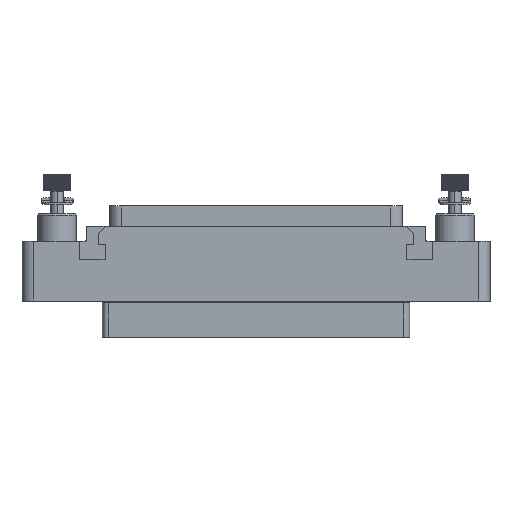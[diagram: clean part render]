
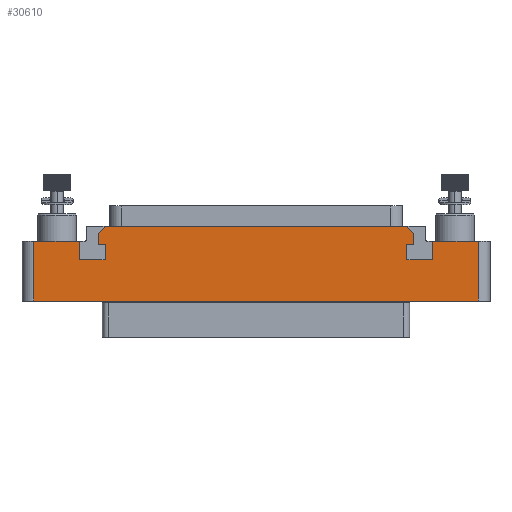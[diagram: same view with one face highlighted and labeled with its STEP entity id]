
A CAD part, top view. The second image highlights one B-rep face of the part: STEP entity #30610.
In plain terms, the highlighted planar face has unit normal (0, 0, 1).
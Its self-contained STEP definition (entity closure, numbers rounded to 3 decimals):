
#956=DIRECTION('',(0.,-1.,0.));
#957=VECTOR('',#956,10.25);
#958=CARTESIAN_POINT('',(-38.,10.25,7.));
#959=LINE('',#958,#957);
#974=DIRECTION('',(-1.,0.,0.));
#975=VECTOR('',#974,76.);
#976=CARTESIAN_POINT('',(38.,0.,7.));
#977=LINE('',#976,#975);
#978=DIRECTION('',(1.,0.,0.));
#979=VECTOR('',#978,7.8);
#980=CARTESIAN_POINT('',(-38.,10.25,7.));
#981=LINE('',#980,#979);
#982=DIRECTION('',(0.,-1.,0.));
#983=VECTOR('',#982,3.2);
#984=CARTESIAN_POINT('',(-30.2,10.25,7.));
#985=LINE('',#984,#983);
#986=DIRECTION('',(1.,0.,0.));
#987=VECTOR('',#986,4.4);
#988=CARTESIAN_POINT('',(-30.2,7.05,7.));
#989=LINE('',#988,#987);
#990=DIRECTION('',(0.,1.,0.));
#991=VECTOR('',#990,2.6);
#992=CARTESIAN_POINT('',(-25.8,7.05,7.));
#993=LINE('',#992,#991);
#994=DIRECTION('',(-1.,0.,0.));
#995=VECTOR('',#994,1.2);
#996=CARTESIAN_POINT('',(-25.8,9.65,7.));
#997=LINE('',#996,#995);
#998=DIRECTION('',(0.,-1.,0.));
#999=VECTOR('',#998,1.9);
#1000=CARTESIAN_POINT('',(-27.,11.55,7.));
#1001=LINE('',#1000,#999);
#1002=DIRECTION('',(1.,0.,0.));
#1003=VECTOR('',#1002,51.6);
#1004=CARTESIAN_POINT('',(-25.8,12.75,7.));
#1005=LINE('',#1004,#1003);
#1006=DIRECTION('',(0.,-1.,0.));
#1007=VECTOR('',#1006,1.9);
#1008=CARTESIAN_POINT('',(27.,11.55,7.));
#1009=LINE('',#1008,#1007);
#1010=DIRECTION('',(-1.,0.,0.));
#1011=VECTOR('',#1010,1.2);
#1012=CARTESIAN_POINT('',(27.,9.65,7.));
#1013=LINE('',#1012,#1011);
#1014=DIRECTION('',(0.,-1.,0.));
#1015=VECTOR('',#1014,2.6);
#1016=CARTESIAN_POINT('',(25.8,9.65,7.));
#1017=LINE('',#1016,#1015);
#1018=DIRECTION('',(1.,0.,0.));
#1019=VECTOR('',#1018,4.4);
#1020=CARTESIAN_POINT('',(25.8,7.05,7.));
#1021=LINE('',#1020,#1019);
#1022=DIRECTION('',(0.,1.,0.));
#1023=VECTOR('',#1022,3.2);
#1024=CARTESIAN_POINT('',(30.2,7.05,7.));
#1025=LINE('',#1024,#1023);
#1026=DIRECTION('',(1.,0.,0.));
#1027=VECTOR('',#1026,7.8);
#1028=CARTESIAN_POINT('',(30.2,10.25,7.));
#1029=LINE('',#1028,#1027);
#1030=DIRECTION('',(0.,1.,0.));
#1031=VECTOR('',#1030,10.25);
#1032=CARTESIAN_POINT('',(38.,0.,7.));
#1033=LINE('',#1032,#1031);
#23065=DIRECTION('',(-0.707,-0.707,0.));
#23066=VECTOR('',#23065,1.697);
#23067=CARTESIAN_POINT('',(-25.8,12.75,7.));
#23068=LINE('',#23067,#23066);
#23089=DIRECTION('',(0.707,-0.707,0.));
#23090=VECTOR('',#23089,1.697);
#23091=CARTESIAN_POINT('',(25.8,12.75,7.));
#23092=LINE('',#23091,#23090);
#23982=CARTESIAN_POINT('',(-30.2,10.25,7.));
#23983=CARTESIAN_POINT('',(-30.2,7.05,7.));
#23984=VERTEX_POINT('',#23982);
#23985=VERTEX_POINT('',#23983);
#23986=CARTESIAN_POINT('',(-25.8,7.05,7.));
#23987=VERTEX_POINT('',#23986);
#23988=CARTESIAN_POINT('',(-25.8,9.65,7.));
#23989=VERTEX_POINT('',#23988);
#23990=CARTESIAN_POINT('',(-27.,9.65,7.));
#23991=VERTEX_POINT('',#23990);
#23992=CARTESIAN_POINT('',(27.,9.65,7.));
#23993=CARTESIAN_POINT('',(25.8,9.65,7.));
#23994=VERTEX_POINT('',#23992);
#23995=VERTEX_POINT('',#23993);
#23996=CARTESIAN_POINT('',(25.8,7.05,7.));
#23997=VERTEX_POINT('',#23996);
#23998=CARTESIAN_POINT('',(30.2,7.05,7.));
#23999=VERTEX_POINT('',#23998);
#24000=CARTESIAN_POINT('',(30.2,10.25,7.));
#24001=VERTEX_POINT('',#24000);
#24006=CARTESIAN_POINT('',(-25.8,12.75,7.));
#24008=VERTEX_POINT('',#24006);
#24010=CARTESIAN_POINT('',(-27.,11.55,7.));
#24012=VERTEX_POINT('',#24010);
#24014=CARTESIAN_POINT('',(25.8,12.75,7.));
#24016=VERTEX_POINT('',#24014);
#24018=CARTESIAN_POINT('',(27.,11.55,7.));
#24020=VERTEX_POINT('',#24018);
#24110=CARTESIAN_POINT('',(38.,0.,7.));
#24111=CARTESIAN_POINT('',(38.,10.25,7.));
#24112=VERTEX_POINT('',#24110);
#24113=VERTEX_POINT('',#24111);
#24118=CARTESIAN_POINT('',(-38.,10.25,7.));
#24119=CARTESIAN_POINT('',(-38.,0.,7.));
#24120=VERTEX_POINT('',#24118);
#24121=VERTEX_POINT('',#24119);
#30571=CARTESIAN_POINT('',(0.,0.,7.));
#30572=DIRECTION('',(0.,0.,-1.));
#30573=DIRECTION('',(-1.,0.,0.));
#30574=AXIS2_PLACEMENT_3D('',#30571,#30572,#30573);
#30575=PLANE('',#30574);
#30577=ORIENTED_EDGE('',*,*,#30576,.F.);
#30579=ORIENTED_EDGE('',*,*,#30578,.T.);
#30580=ORIENTED_EDGE('',*,*,#30561,.F.);
#30581=ORIENTED_EDGE('',*,*,#30525,.T.);
#30583=ORIENTED_EDGE('',*,*,#30582,.T.);
#30585=ORIENTED_EDGE('',*,*,#30584,.T.);
#30587=ORIENTED_EDGE('',*,*,#30586,.T.);
#30589=ORIENTED_EDGE('',*,*,#30588,.T.);
#30591=ORIENTED_EDGE('',*,*,#30590,.F.);
#30593=ORIENTED_EDGE('',*,*,#30592,.F.);
#30594=ORIENTED_EDGE('',*,*,#30164,.T.);
#30596=ORIENTED_EDGE('',*,*,#30595,.T.);
#30598=ORIENTED_EDGE('',*,*,#30597,.T.);
#30600=ORIENTED_EDGE('',*,*,#30599,.T.);
#30602=ORIENTED_EDGE('',*,*,#30601,.T.);
#30604=ORIENTED_EDGE('',*,*,#30603,.T.);
#30606=ORIENTED_EDGE('',*,*,#30605,.T.);
#30607=ORIENTED_EDGE('',*,*,#30238,.T.);
#30608=EDGE_LOOP('',(#30577,#30579,#30580,#30581,#30583,#30585,#30587,#30589,
#30591,#30593,#30594,#30596,#30598,#30600,#30602,#30604,#30606,#30607));
#30609=FACE_OUTER_BOUND('',#30608,.F.);
#30610=ADVANCED_FACE('',(#30609),#30575,.F.);
#30164=EDGE_CURVE('',#24008,#24016,#1005,.T.);
#30238=EDGE_CURVE('',#24001,#24113,#1029,.T.);
#30525=EDGE_CURVE('',#24120,#23984,#981,.T.);
#30561=EDGE_CURVE('',#24120,#24121,#959,.T.);
#30576=EDGE_CURVE('',#24112,#24113,#1033,.T.);
#30578=EDGE_CURVE('',#24112,#24121,#977,.T.);
#30582=EDGE_CURVE('',#23984,#23985,#985,.T.);
#30584=EDGE_CURVE('',#23985,#23987,#989,.T.);
#30586=EDGE_CURVE('',#23987,#23989,#993,.T.);
#30588=EDGE_CURVE('',#23989,#23991,#997,.T.);
#30590=EDGE_CURVE('',#24012,#23991,#1001,.T.);
#30592=EDGE_CURVE('',#24008,#24012,#23068,.T.);
#30595=EDGE_CURVE('',#24016,#24020,#23092,.T.);
#30597=EDGE_CURVE('',#24020,#23994,#1009,.T.);
#30599=EDGE_CURVE('',#23994,#23995,#1013,.T.);
#30601=EDGE_CURVE('',#23995,#23997,#1017,.T.);
#30603=EDGE_CURVE('',#23997,#23999,#1021,.T.);
#30605=EDGE_CURVE('',#23999,#24001,#1025,.T.);
